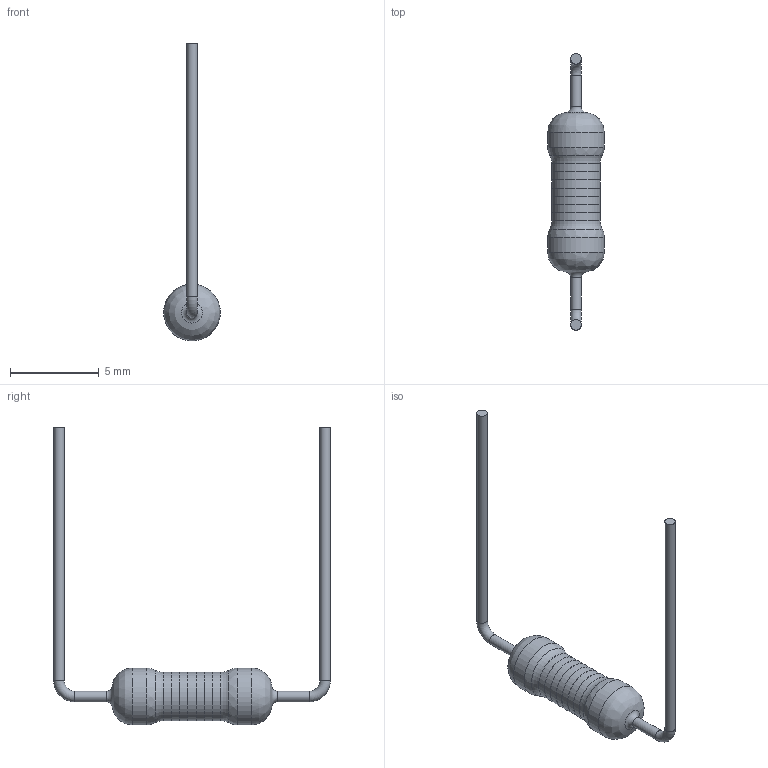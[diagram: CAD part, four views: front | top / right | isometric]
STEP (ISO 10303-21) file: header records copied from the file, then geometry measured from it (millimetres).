
FILE_DESCRIPTION(/* description */ (''),/* implementation_level */ '2;1');
FILE_NAME(/* name */ 'R_0,5W__D3,2__L9__Pitch-15__Spacing-10_begie.ipt.stp',/* time_stamp */ '2021-06-06T19:29:21+02:00',/* author */ ('Pavel'),/* organization */ (''),/* preprocessor_version */ 'ST-DEVELOPER v18.1',/* originating_system */ 'Autodesk Inventor 2022',/* authorisation */ '');
FILE_SCHEMA (('AUTOMOTIVE_DESIGN { 1 0 10303 214 3 1 1 }'));
Length unit declared in the file: millimetre
Products named in the file (1): R_0,5W__D3,2__L9__Pitch-15__Spacing-10_begie
Bounding box: 3.2 x 15.6 x 16.8 mm (x, y, z)
Volume: 68.8 mm3; surface area: 157.8 mm2
Topology: 1 solids, 1 shells, 33 faces, 65 edges, 42 vertices
Faces by surface type: cylinder 13, plane 10, torus 6, bspline 4
Full cylindrical faces by diameter (mm): 0.6 x4, 2.72 x3, 2.74 x4, 3.2 x2
Entity records: 1086 total; most frequent: CARTESIAN_POINT 245, DIRECTION 177, ORIENTED_EDGE 130, AXIS2_PLACEMENT_3D 82, EDGE_CURVE 65, CIRCLE 52, VERTEX_POINT 42, EDGE_LOOP 41
